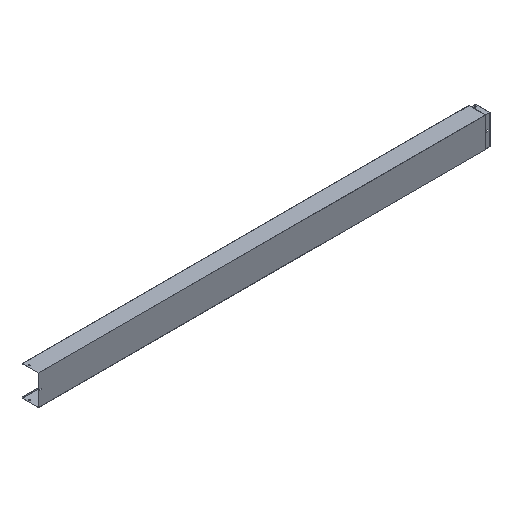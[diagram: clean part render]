
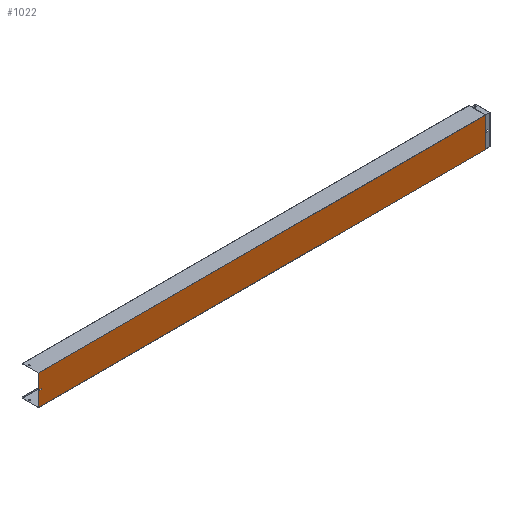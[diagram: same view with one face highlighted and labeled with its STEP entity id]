
A CAD part, isometric view. The second image highlights one B-rep face of the part: STEP entity #1022.
In plain terms, the highlighted planar face has unit normal (0, -1, 0).
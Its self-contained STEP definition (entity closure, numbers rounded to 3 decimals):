
#5 = LINE ( 'NONE', #1556, #1589 ) ;
#25 = CARTESIAN_POINT ( 'NONE',  ( -2952.5, 0., -3.5 ) ) ;
#28 = PLANE ( 'NONE',  #525 ) ;
#47 = CARTESIAN_POINT ( 'NONE',  ( -2962.5, 0., -3.5 ) ) ;
#61 = EDGE_CURVE ( 'NONE', #1248, #107, #785, .T. ) ;
#68 = ORIENTED_EDGE ( 'NONE', *, *, #1336, .T. ) ;
#70 = EDGE_CURVE ( 'NONE', #148, #107, #1785, .T. ) ;
#76 = CARTESIAN_POINT ( 'NONE',  ( -2970., 0., -100. ) ) ;
#102 = CARTESIAN_POINT ( 'NONE',  ( 1.05, 0., -100. ) ) ;
#107 = VERTEX_POINT ( 'NONE', #76 ) ;
#148 = VERTEX_POINT ( 'NONE', #1180 ) ;
#187 = DIRECTION ( 'NONE',  ( -1., 0., 0. ) ) ;
#198 = DIRECTION ( 'NONE',  ( 0., 0., -1. ) ) ;
#211 = VECTOR ( 'NONE', #1325, 1000. ) ;
#229 = CARTESIAN_POINT ( 'NONE',  ( -2970., 0., 100. ) ) ;
#294 = DIRECTION ( 'NONE',  ( 1., 0., 0. ) ) ;
#306 = CARTESIAN_POINT ( 'NONE',  ( -2952.5, 0., 3.5 ) ) ;
#312 = LINE ( 'NONE', #1860, #510 ) ;
#318 = EDGE_CURVE ( 'NONE', #747, #779, #589, .T. ) ;
#336 = VECTOR ( 'NONE', #294, 1000. ) ;
#473 = VECTOR ( 'NONE', #187, 1000. ) ;
#491 = ORIENTED_EDGE ( 'NONE', *, *, #318, .T. ) ;
#510 = VECTOR ( 'NONE', #2017, 1000. ) ;
#523 = ORIENTED_EDGE ( 'NONE', *, *, #983, .T. ) ;
#525 = AXIS2_PLACEMENT_3D ( 'NONE', #1448, #1126, #198 ) ;
#589 = LINE ( 'NONE', #306, #336 ) ;
#590 = CARTESIAN_POINT ( 'NONE',  ( -2962.5, 0., 3.5 ) ) ;
#613 = LINE ( 'NONE', #891, #1185 ) ;
#646 = EDGE_LOOP ( 'NONE', ( #1055, #523, #1384, #491 ) ) ;
#694 = DIRECTION ( 'NONE',  ( -1., 0., 0. ) ) ;
#747 = VERTEX_POINT ( 'NONE', #590 ) ;
#778 = EDGE_CURVE ( 'NONE', #1842, #148, #613, .T. ) ;
#779 = VERTEX_POINT ( 'NONE', #2009 ) ;
#785 = LINE ( 'NONE', #1958, #1245 ) ;
#875 = CARTESIAN_POINT ( 'NONE',  ( -2952.5, 0., -3.5 ) ) ;
#891 = CARTESIAN_POINT ( 'NONE',  ( 0.132, 0., 100. ) ) ;
#981 = CARTESIAN_POINT ( 'NONE',  ( 1.05, 0., 100. ) ) ;
#983 = EDGE_CURVE ( 'NONE', #1272, #1818, #1086, .T. ) ;
#1022 = ADVANCED_FACE ( 'NONE', ( #1889, #1440 ), #28, .T. ) ;
#1050 = DIRECTION ( 'NONE',  ( -1., 0., 0. ) ) ;
#1053 = CARTESIAN_POINT ( 'NONE',  ( 1.05, 0., -100. ) ) ;
#1055 = ORIENTED_EDGE ( 'NONE', *, *, #1481, .T. ) ;
#1086 = LINE ( 'NONE', #25, #473 ) ;
#1087 = VECTOR ( 'NONE', #1229, 1000. ) ;
#1118 = ORIENTED_EDGE ( 'NONE', *, *, #778, .T. ) ;
#1126 = DIRECTION ( 'NONE',  ( 0., -1., 0. ) ) ;
#1180 = CARTESIAN_POINT ( 'NONE',  ( -2970., 0., 100. ) ) ;
#1185 = VECTOR ( 'NONE', #1050, 1000. ) ;
#1229 = DIRECTION ( 'NONE',  ( 0., 0., 1. ) ) ;
#1245 = VECTOR ( 'NONE', #694, 1000. ) ;
#1248 = VERTEX_POINT ( 'NONE', #102 ) ;
#1265 = ORIENTED_EDGE ( 'NONE', *, *, #70, .T. ) ;
#1272 = VERTEX_POINT ( 'NONE', #875 ) ;
#1325 = DIRECTION ( 'NONE',  ( 0., 0., -1. ) ) ;
#1327 = EDGE_CURVE ( 'NONE', #1818, #747, #312, .T. ) ;
#1336 = EDGE_CURVE ( 'NONE', #1248, #1842, #1363, .T. ) ;
#1363 = LINE ( 'NONE', #1053, #1087 ) ;
#1384 = ORIENTED_EDGE ( 'NONE', *, *, #1327, .T. ) ;
#1440 = FACE_OUTER_BOUND ( 'NONE', #1451, .T. ) ;
#1448 = CARTESIAN_POINT ( 'NONE',  ( -2970., 0., 100. ) ) ;
#1451 = EDGE_LOOP ( 'NONE', ( #1788, #68, #1118, #1265 ) ) ;
#1481 = EDGE_CURVE ( 'NONE', #779, #1272, #5, .T. ) ;
#1556 = CARTESIAN_POINT ( 'NONE',  ( -2952.5, 0., 3.5 ) ) ;
#1589 = VECTOR ( 'NONE', #2032, 1000. ) ;
#1785 = LINE ( 'NONE', #229, #211 ) ;
#1788 = ORIENTED_EDGE ( 'NONE', *, *, #61, .F. ) ;
#1818 = VERTEX_POINT ( 'NONE', #47 ) ;
#1842 = VERTEX_POINT ( 'NONE', #981 ) ;
#1860 = CARTESIAN_POINT ( 'NONE',  ( -2962.5, 0., 3.5 ) ) ;
#1889 = FACE_BOUND ( 'NONE', #646, .T. ) ;
#1958 = CARTESIAN_POINT ( 'NONE',  ( 0.132, 0., -100. ) ) ;
#2009 = CARTESIAN_POINT ( 'NONE',  ( -2952.5, 0., 3.5 ) ) ;
#2017 = DIRECTION ( 'NONE',  ( 0., 0., 1. ) ) ;
#2032 = DIRECTION ( 'NONE',  ( 0., 0., -1. ) ) ;
